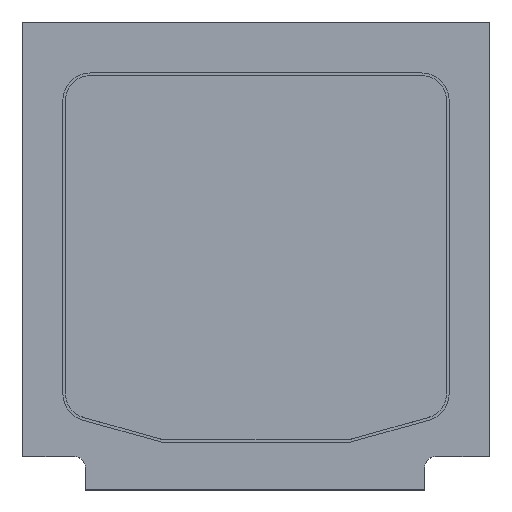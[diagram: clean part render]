
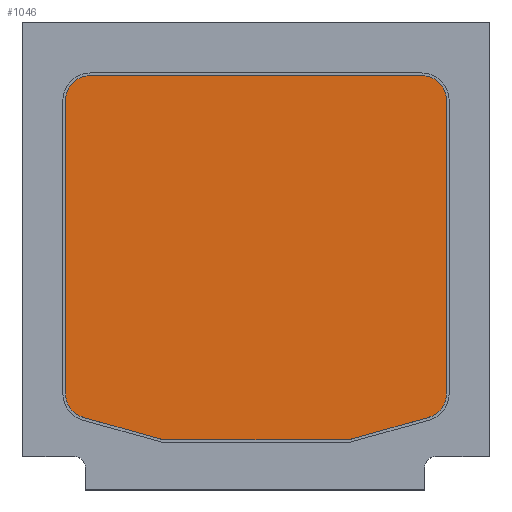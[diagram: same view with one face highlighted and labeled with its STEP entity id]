
A CAD part, top view. The second image highlights one B-rep face of the part: STEP entity #1046.
In plain terms, the highlighted planar face has unit normal (0, 0, 1).
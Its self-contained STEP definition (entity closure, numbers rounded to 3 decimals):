
#42=CIRCLE('',#1129,0.45);
#44=CIRCLE('',#1133,0.45);
#46=CIRCLE('',#1139,0.45);
#48=CIRCLE('',#1143,0.45);
#116=FACE_OUTER_BOUND('',#176,.T.);
#176=EDGE_LOOP('',(#926,#927,#928,#929,#930,#931,#932,#933,#934,#935));
#278=LINE('',#1673,#398);
#282=LINE('',#1685,#402);
#286=LINE('',#1697,#406);
#289=LINE('',#1703,#409);
#292=LINE('',#1709,#412);
#296=LINE('',#1721,#416);
#398=VECTOR('',#1372,10.);
#402=VECTOR('',#1384,10.);
#406=VECTOR('',#1396,10.);
#409=VECTOR('',#1401,10.);
#412=VECTOR('',#1406,10.);
#416=VECTOR('',#1418,10.);
#496=VERTEX_POINT('',#1670);
#497=VERTEX_POINT('',#1672);
#499=VERTEX_POINT('',#1678);
#501=VERTEX_POINT('',#1684);
#503=VERTEX_POINT('',#1690);
#505=VERTEX_POINT('',#1696);
#507=VERTEX_POINT('',#1702);
#509=VERTEX_POINT('',#1708);
#511=VERTEX_POINT('',#1714);
#513=VERTEX_POINT('',#1720);
#630=EDGE_CURVE('',#497,#496,#278,.T.);
#633=EDGE_CURVE('',#499,#497,#42,.T.);
#636=EDGE_CURVE('',#501,#499,#282,.T.);
#639=EDGE_CURVE('',#503,#501,#44,.T.);
#642=EDGE_CURVE('',#505,#503,#286,.T.);
#645=EDGE_CURVE('',#507,#505,#289,.T.);
#648=EDGE_CURVE('',#509,#507,#292,.T.);
#651=EDGE_CURVE('',#511,#509,#46,.T.);
#654=EDGE_CURVE('',#513,#511,#296,.T.);
#657=EDGE_CURVE('',#496,#513,#48,.T.);
#926=ORIENTED_EDGE('',*,*,#657,.T.);
#927=ORIENTED_EDGE('',*,*,#654,.T.);
#928=ORIENTED_EDGE('',*,*,#651,.T.);
#929=ORIENTED_EDGE('',*,*,#648,.T.);
#930=ORIENTED_EDGE('',*,*,#645,.T.);
#931=ORIENTED_EDGE('',*,*,#642,.T.);
#932=ORIENTED_EDGE('',*,*,#639,.T.);
#933=ORIENTED_EDGE('',*,*,#636,.T.);
#934=ORIENTED_EDGE('',*,*,#633,.T.);
#935=ORIENTED_EDGE('',*,*,#630,.T.);
#989=PLANE('',#1144);
#1046=ADVANCED_FACE('',(#116),#989,.T.);
#1129=AXIS2_PLACEMENT_3D('',#1679,#1378,#1379);
#1133=AXIS2_PLACEMENT_3D('',#1691,#1390,#1391);
#1139=AXIS2_PLACEMENT_3D('',#1715,#1412,#1413);
#1143=AXIS2_PLACEMENT_3D('',#1725,#1424,#1425);
#1144=AXIS2_PLACEMENT_3D('',#1726,#1426,#1427);
#1372=DIRECTION('',(-1.,0.,0.));
#1378=DIRECTION('center_axis',(0.,0.,1.));
#1379=DIRECTION('ref_axis',(1.,0.,0.));
#1384=DIRECTION('',(0.,1.,0.));
#1390=DIRECTION('center_axis',(0.,0.,1.));
#1391=DIRECTION('ref_axis',(0.27,-0.963,0.));
#1396=DIRECTION('',(0.963,0.27,0.));
#1401=DIRECTION('',(1.,0.,0.));
#1406=DIRECTION('',(0.963,-0.27,0.));
#1412=DIRECTION('center_axis',(0.,0.,1.));
#1413=DIRECTION('ref_axis',(-1.,0.,0.));
#1418=DIRECTION('',(0.,-1.,0.));
#1424=DIRECTION('center_axis',(0.,0.,1.));
#1425=DIRECTION('ref_axis',(0.,1.,0.));
#1426=DIRECTION('center_axis',(0.,0.,1.));
#1427=DIRECTION('ref_axis',(-1.,0.,0.));
#1670=CARTESIAN_POINT('',(-3.013,3.287,1.1));
#1672=CARTESIAN_POINT('',(3.031,3.287,1.1));
#1673=CARTESIAN_POINT('',(3.031,3.287,1.1));
#1678=CARTESIAN_POINT('',(3.481,2.837,1.1));
#1679=CARTESIAN_POINT('Origin',(3.031,2.837,1.1));
#1684=CARTESIAN_POINT('',(3.481,-2.512,1.1));
#1685=CARTESIAN_POINT('',(3.481,-2.512,1.1));
#1690=CARTESIAN_POINT('',(3.152,-2.945,1.1));
#1691=CARTESIAN_POINT('Origin',(3.031,-2.512,1.1));
#1696=CARTESIAN_POINT('',(1.695,-3.354,1.1));
#1697=CARTESIAN_POINT('',(1.695,-3.354,1.1));
#1702=CARTESIAN_POINT('',(-1.678,-3.354,1.1));
#1703=CARTESIAN_POINT('',(-1.678,-3.354,1.1));
#1708=CARTESIAN_POINT('',(-3.135,-2.945,1.1));
#1709=CARTESIAN_POINT('',(-3.135,-2.945,1.1));
#1714=CARTESIAN_POINT('',(-3.463,-2.512,1.1));
#1715=CARTESIAN_POINT('Origin',(-3.013,-2.512,1.1));
#1720=CARTESIAN_POINT('',(-3.463,2.837,1.1));
#1721=CARTESIAN_POINT('',(-3.463,2.837,1.1));
#1725=CARTESIAN_POINT('Origin',(-3.013,2.837,1.1));
#1726=CARTESIAN_POINT('Origin',(0.009,-0.033,
1.1));
